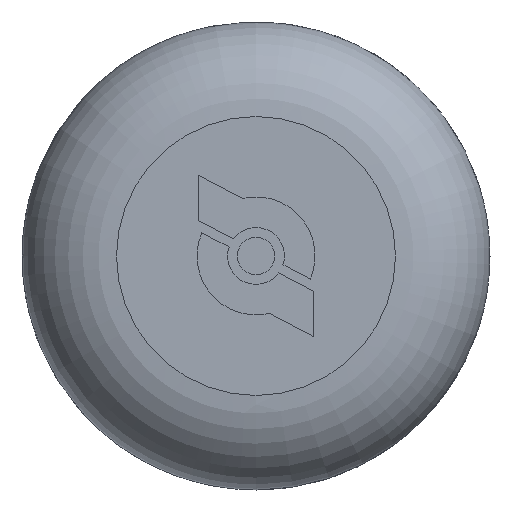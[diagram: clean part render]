
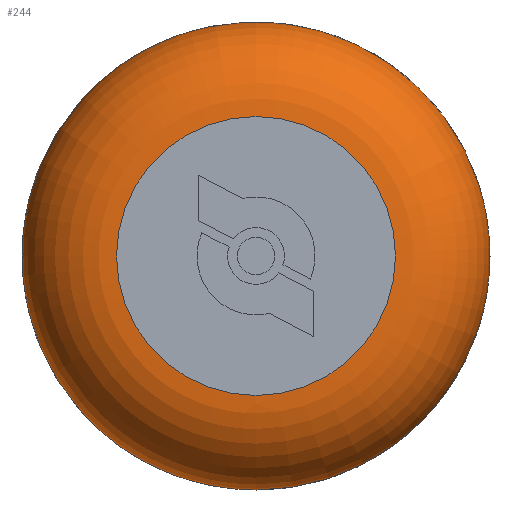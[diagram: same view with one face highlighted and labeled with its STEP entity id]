
A CAD part, front view. The second image highlights one B-rep face of the part: STEP entity #244.
In plain terms, the highlighted toroidal (fillet/blend) face has major radius 5.9 mm and minor radius 4 mm.
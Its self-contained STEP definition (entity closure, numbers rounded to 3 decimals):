
#244 = ADVANCED_FACE( '', ( #551, #552 ), #553, .T. );
#551 = FACE_OUTER_BOUND( '', #951, .T. );
#552 = FACE_OUTER_BOUND( '', #952, .T. );
#553 = TOROIDAL_SURFACE( '', #953, 5.9, 4. );
#951 = EDGE_LOOP( '', ( #1510, #1511, #1512, #1513, #1514, #1515, #1516, #1517, #1518, #1519, #1520, #1521 ) );
#952 = EDGE_LOOP( '', ( #1522 ) );
#953 = AXIS2_PLACEMENT_3D( '', #1523, #1524, #1525 );
#1510 = ORIENTED_EDGE( '', *, *, #2473, .T. );
#1511 = ORIENTED_EDGE( '', *, *, #2381, .T. );
#1512 = ORIENTED_EDGE( '', *, *, #2435, .T. );
#1513 = ORIENTED_EDGE( '', *, *, #2474, .T. );
#1514 = ORIENTED_EDGE( '', *, *, #2437, .T. );
#1515 = ORIENTED_EDGE( '', *, *, #2475, .T. );
#1516 = ORIENTED_EDGE( '', *, *, #2476, .T. );
#1517 = ORIENTED_EDGE( '', *, *, #2477, .T. );
#1518 = ORIENTED_EDGE( '', *, *, #2478, .T. );
#1519 = ORIENTED_EDGE( '', *, *, #2479, .T. );
#1520 = ORIENTED_EDGE( '', *, *, #2480, .T. );
#1521 = ORIENTED_EDGE( '', *, *, #2446, .T. );
#1522 = ORIENTED_EDGE( '', *, *, #2481, .F. );
#1523 = CARTESIAN_POINT( '', ( 0., 4., 0. ) );
#1524 = DIRECTION( '', ( 0., -1., 0. ) );
#1525 = DIRECTION( '', ( 0., 0., -1. ) );
#2381 = EDGE_CURVE( '', #2853, #2850, #2854, .T. );
#2435 = EDGE_CURVE( '', #2850, #2940, #2943, .T. );
#2437 = EDGE_CURVE( '', #2941, #2944, #2946, .T. );
#2446 = EDGE_CURVE( '', #2788, #2790, #2960, .T. );
#2473 = EDGE_CURVE( '', #2790, #2853, #3003, .T. );
#2474 = EDGE_CURVE( '', #2940, #2941, #3004, .T. );
#2475 = EDGE_CURVE( '', #2944, #3005, #3006, .T. );
#2476 = EDGE_CURVE( '', #3005, #3007, #3008, .T. );
#2477 = EDGE_CURVE( '', #3007, #3009, #3010, .T. );
#2478 = EDGE_CURVE( '', #3009, #3011, #3012, .T. );
#2479 = EDGE_CURVE( '', #3011, #3013, #3014, .T. );
#2480 = EDGE_CURVE( '', #3013, #2788, #3015, .T. );
#2481 = EDGE_CURVE( '', #3016, #3016, #3017, .T. );
#2788 = VERTEX_POINT( '', #3456 );
#2790 = VERTEX_POINT( '', #3459 );
#2850 = VERTEX_POINT( '', #3573 );
#2853 = VERTEX_POINT( '', #3577 );
#2854 = CIRCLE( '', #3578, 9.9 );
#2940 = VERTEX_POINT( '', #3747 );
#2941 = VERTEX_POINT( '', #3748 );
#2943 = CIRCLE( '', #3751, 9.9 );
#2944 = VERTEX_POINT( '', #3752 );
#2946 = CIRCLE( '', #3755, 9.9 );
#2960 = CIRCLE( '', #3779, 9.9 );
#3003 = CIRCLE( '', #3861, 9.9 );
#3004 = CIRCLE( '', #3862, 9.9 );
#3005 = VERTEX_POINT( '', #3863 );
#3006 = CIRCLE( '', #3864, 9.9 );
#3007 = VERTEX_POINT( '', #3865 );
#3008 = CIRCLE( '', #3866, 9.9 );
#3009 = VERTEX_POINT( '', #3867 );
#3010 = CIRCLE( '', #3868, 9.9 );
#3011 = VERTEX_POINT( '', #3869 );
#3012 = CIRCLE( '', #3870, 9.9 );
#3013 = VERTEX_POINT( '', #3871 );
#3014 = CIRCLE( '', #3872, 9.9 );
#3015 = CIRCLE( '', #3873, 9.9 );
#3016 = VERTEX_POINT( '', #3874 );
#3017 = CIRCLE( '', #3875, 5.9 );
#3456 = CARTESIAN_POINT( '', ( -2.141, 4., -9.666 ) );
#3459 = CARTESIAN_POINT( '', ( 9.441, 4., -2.978 ) );
#3573 = CARTESIAN_POINT( '', ( 9.848, 4., 1.011 ) );
#3577 = CARTESIAN_POINT( '', ( 9.848, 4., -1.011 ) );
#3578 = AXIS2_PLACEMENT_3D( '', #4636, #4637, #4638 );
#3747 = CARTESIAN_POINT( '', ( 9.441, 4., 2.978 ) );
#3748 = CARTESIAN_POINT( '', ( -2.141, 4., 9.666 ) );
#3751 = AXIS2_PLACEMENT_3D( '', #4706, #4707, #4708 );
#3752 = CARTESIAN_POINT( '', ( -4.048, 4., 9.034 ) );
#3755 = AXIS2_PLACEMENT_3D( '', #4710, #4711, #4712 );
#3779 = AXIS2_PLACEMENT_3D( '', #4718, #4719, #4720 );
#3861 = AXIS2_PLACEMENT_3D( '', #4749, #4750, #4751 );
#3862 = AXIS2_PLACEMENT_3D( '', #4752, #4753, #4754 );
#3863 = CARTESIAN_POINT( '', ( -5.8, 4., 8.023 ) );
#3864 = AXIS2_PLACEMENT_3D( '', #4755, #4756, #4757 );
#3865 = CARTESIAN_POINT( '', ( -7.3, 4., 6.687 ) );
#3866 = AXIS2_PLACEMENT_3D( '', #4758, #4759, #4760 );
#3867 = CARTESIAN_POINT( '', ( -7.3, 4., -6.687 ) );
#3868 = AXIS2_PLACEMENT_3D( '', #4761, #4762, #4763 );
#3869 = CARTESIAN_POINT( '', ( -5.8, 4., -8.023 ) );
#3870 = AXIS2_PLACEMENT_3D( '', #4764, #4765, #4766 );
#3871 = CARTESIAN_POINT( '', ( -4.048, 4., -9.034 ) );
#3872 = AXIS2_PLACEMENT_3D( '', #4767, #4768, #4769 );
#3873 = AXIS2_PLACEMENT_3D( '', #4770, #4771, #4772 );
#3874 = CARTESIAN_POINT( '', ( 0., 0., -5.9 ) );
#3875 = AXIS2_PLACEMENT_3D( '', #4773, #4774, #4775 );
#4636 = CARTESIAN_POINT( '', ( 0., 4., 0. ) );
#4637 = DIRECTION( '', ( 0., -1., 0. ) );
#4638 = DIRECTION( '', ( 0., 0., -1. ) );
#4706 = CARTESIAN_POINT( '', ( 0., 4., 0. ) );
#4707 = DIRECTION( '', ( 0., -1., 0. ) );
#4708 = DIRECTION( '', ( 0., 0., -1. ) );
#4710 = CARTESIAN_POINT( '', ( 0., 4., 0. ) );
#4711 = DIRECTION( '', ( 0., -1., 0. ) );
#4712 = DIRECTION( '', ( 0., 0., -1. ) );
#4718 = CARTESIAN_POINT( '', ( 0., 4., 0. ) );
#4719 = DIRECTION( '', ( 0., -1., 0. ) );
#4720 = DIRECTION( '', ( 0., 0., -1. ) );
#4749 = CARTESIAN_POINT( '', ( 0., 4., 0. ) );
#4750 = DIRECTION( '', ( 0., -1., 0. ) );
#4751 = DIRECTION( '', ( 0., 0., -1. ) );
#4752 = CARTESIAN_POINT( '', ( 0., 4., 0. ) );
#4753 = DIRECTION( '', ( 0., -1., 0. ) );
#4754 = DIRECTION( '', ( 0., 0., -1. ) );
#4755 = CARTESIAN_POINT( '', ( 0., 4., 0. ) );
#4756 = DIRECTION( '', ( 0., -1., 0. ) );
#4757 = DIRECTION( '', ( 0., 0., -1. ) );
#4758 = CARTESIAN_POINT( '', ( 0., 4., 0. ) );
#4759 = DIRECTION( '', ( 0., -1., 0. ) );
#4760 = DIRECTION( '', ( 0., 0., -1. ) );
#4761 = CARTESIAN_POINT( '', ( 0., 4., 0. ) );
#4762 = DIRECTION( '', ( 0., -1., 0. ) );
#4763 = DIRECTION( '', ( 0., 0., -1. ) );
#4764 = CARTESIAN_POINT( '', ( 0., 4., 0. ) );
#4765 = DIRECTION( '', ( 0., -1., 0. ) );
#4766 = DIRECTION( '', ( 0., 0., -1. ) );
#4767 = CARTESIAN_POINT( '', ( 0., 4., 0. ) );
#4768 = DIRECTION( '', ( 0., -1., 0. ) );
#4769 = DIRECTION( '', ( 0., 0., -1. ) );
#4770 = CARTESIAN_POINT( '', ( 0., 4., 0. ) );
#4771 = DIRECTION( '', ( 0., -1., 0. ) );
#4772 = DIRECTION( '', ( 0., 0., -1. ) );
#4773 = CARTESIAN_POINT( '', ( 0., 0., 0. ) );
#4774 = DIRECTION( '', ( 0., -1., 0. ) );
#4775 = DIRECTION( '', ( 0., 0., -1. ) );
